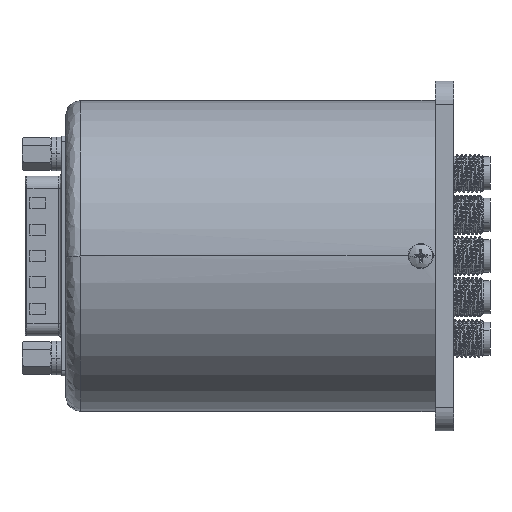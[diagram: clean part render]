
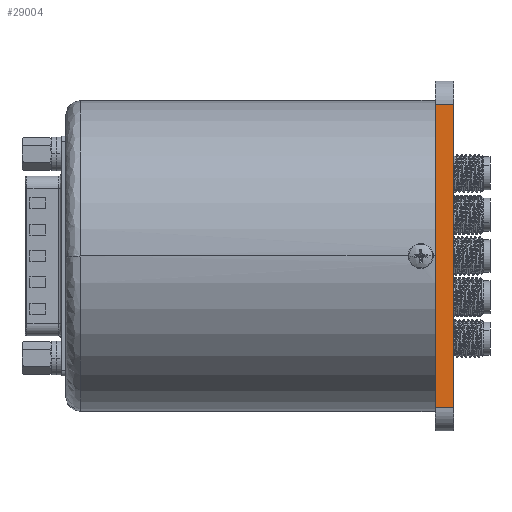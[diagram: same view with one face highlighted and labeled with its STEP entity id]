
A CAD part, left-side view. The second image highlights one B-rep face of the part: STEP entity #29004.
In plain terms, the highlighted planar face has unit normal (-1, 0, 0).
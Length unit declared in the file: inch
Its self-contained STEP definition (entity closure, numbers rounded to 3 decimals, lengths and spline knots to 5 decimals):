
#1243 = VECTOR ( 'NONE', #29129, 39.37008 ) ;
#6724 = CARTESIAN_POINT ( 'NONE',  ( -1.125, 0.12, 1.125 ) ) ;
#9158 = CARTESIAN_POINT ( 'NONE',  ( -1.125, 0., 0. ) ) ;
#10583 = EDGE_CURVE ( 'NONE', #20045, #23118, #33540, .T. ) ;
#12472 = DIRECTION ( 'NONE',  ( 0., 0., -1. ) ) ;
#13013 = EDGE_CURVE ( 'NONE', #41565, #46951, #19909, .T. ) ;
#16316 = CARTESIAN_POINT ( 'NONE',  ( -1.125, 0., 0.975 ) ) ;
#18450 = EDGE_CURVE ( 'NONE', #23118, #46951, #48050, .T. ) ;
#19909 = LINE ( 'NONE', #9158, #42848 ) ;
#20045 = VERTEX_POINT ( 'NONE', #48354 ) ;
#20622 = DIRECTION ( 'NONE',  ( 0., 0., 1. ) ) ;
#23118 = VERTEX_POINT ( 'NONE', #29263 ) ;
#23199 = ORIENTED_EDGE ( 'NONE', *, *, #10583, .F. ) ;
#23431 = PLANE ( 'NONE',  #38994 ) ;
#23931 = CARTESIAN_POINT ( 'NONE',  ( -1.125, 0.12, 1.125 ) ) ;
#26096 = LINE ( 'NONE', #41276, #36793 ) ;
#27406 = EDGE_LOOP ( 'NONE', ( #43631, #23199, #29761, #40489 ) ) ;
#29004 = ADVANCED_FACE ( 'NONE', ( #42085 ), #23431, .F. ) ;
#29129 = DIRECTION ( 'NONE',  ( 0., -1., 0. ) ) ;
#29263 = CARTESIAN_POINT ( 'NONE',  ( -1.125, 0.12, 0.975 ) ) ;
#29761 = ORIENTED_EDGE ( 'NONE', *, *, #31510, .F. ) ;
#31510 = EDGE_CURVE ( 'NONE', #41565, #20045, #26096, .T. ) ;
#33133 = VECTOR ( 'NONE', #44995, 39.37008 ) ;
#33540 = LINE ( 'NONE', #6724, #33133 ) ;
#35108 = DIRECTION ( 'NONE',  ( 1., 0., 0. ) ) ;
#36793 = VECTOR ( 'NONE', #41524, 39.37008 ) ;
#38994 = AXIS2_PLACEMENT_3D ( 'NONE', #23931, #35108, #12472 ) ;
#40489 = ORIENTED_EDGE ( 'NONE', *, *, #13013, .T. ) ;
#41276 = CARTESIAN_POINT ( 'NONE',  ( -1.125, 0.12, -0.975 ) ) ;
#41524 = DIRECTION ( 'NONE',  ( 0., 1., 0. ) ) ;
#41565 = VERTEX_POINT ( 'NONE', #43235 ) ;
#42085 = FACE_OUTER_BOUND ( 'NONE', #27406, .T. ) ;
#42848 = VECTOR ( 'NONE', #20622, 39.37008 ) ;
#43235 = CARTESIAN_POINT ( 'NONE',  ( -1.125, 0., -0.975 ) ) ;
#43631 = ORIENTED_EDGE ( 'NONE', *, *, #18450, .F. ) ;
#44995 = DIRECTION ( 'NONE',  ( 0., 0., 1. ) ) ;
#46951 = VERTEX_POINT ( 'NONE', #16316 ) ;
#47295 = CARTESIAN_POINT ( 'NONE',  ( -1.125, 0.12, 0.975 ) ) ;
#48050 = LINE ( 'NONE', #47295, #1243 ) ;
#48354 = CARTESIAN_POINT ( 'NONE',  ( -1.125, 0.12, -0.975 ) ) ;
